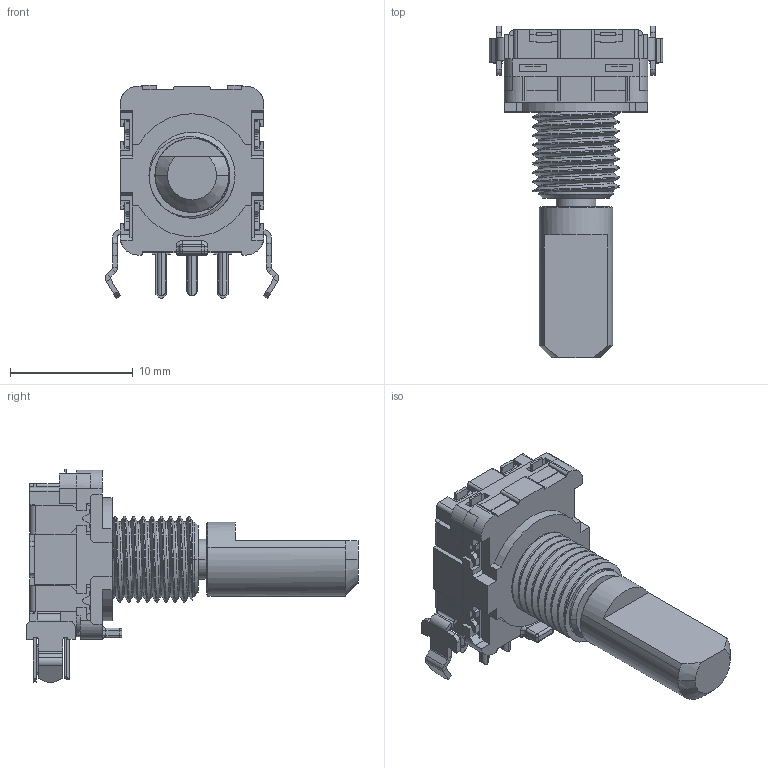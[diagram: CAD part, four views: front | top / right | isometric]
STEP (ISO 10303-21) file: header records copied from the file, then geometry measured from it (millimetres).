
FILE_DESCRIPTION(('STEP AP214'),'1');
FILE_NAME('ec11b15242ae.stp','2020-10-29T07:57:51',('TraceParts'),('TraceParts S.A.'),'Spatial InterOp 3D',' ',' ');
FILE_SCHEMA(('AUTOMOTIVE_DESIGN { 1 0 10303 214 1 1 1 1 }'));
Length unit declared in the file: millimetre
Products named in the file (1): ec11b15242ae
Bounding box: 14.1 x 27 x 17.32 mm (x, y, z)
Volume: 1426 mm3; surface area: 1319.5 mm2
Topology: 1 solids, 1 shells, 684 faces, 1854 edges, 1174 vertices
Faces by surface type: plane 502, cylinder 144, sphere 20, cone 7, bspline 7, torus 4
Entity records: 28087 total; most frequent: CARTESIAN_POINT 5510, ORIENTED_EDGE 3684, DIRECTION 3393, EDGE_CURVE 1842, LINE 1483, VECTOR 1483, VERTEX_POINT 1174, AXIS2_PLACEMENT_3D 955
